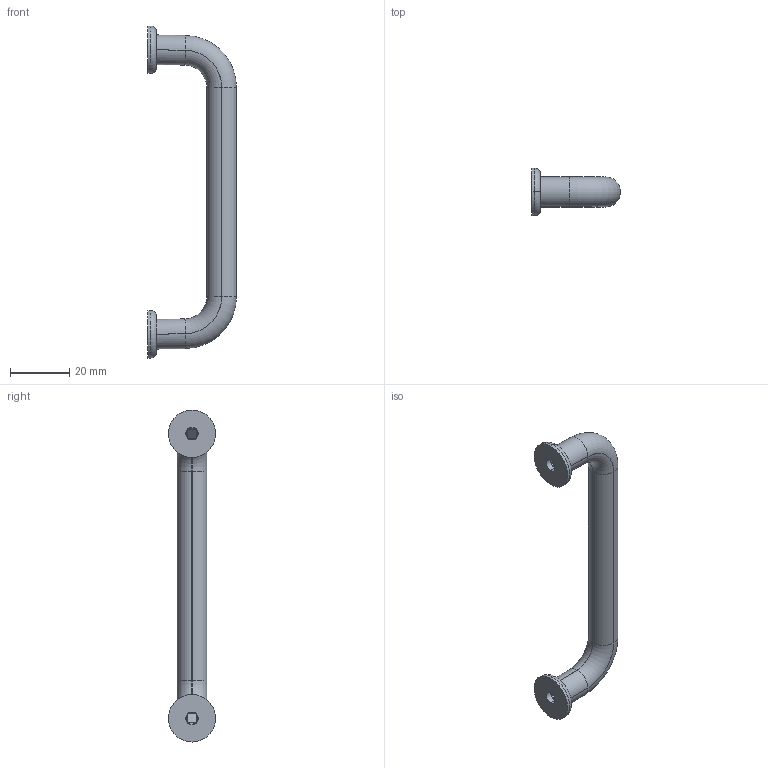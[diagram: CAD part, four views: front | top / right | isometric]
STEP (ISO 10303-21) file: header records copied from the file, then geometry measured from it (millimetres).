
FILE_DESCRIPTION(('Creo Elements/Direct Modeling STEP Export'),'2;1');
FILE_NAME('0364-112.stp','2018-11-29T14:20:41',(''),(''),'Creo Elements/Direct Modeling STEP processor for AP214 (Solid Model)','Creo Elements/Direct Modeling 20.0 12-Nov-2016 (C) Parametric Technology GmbH','');
FILE_SCHEMA(('AUTOMOTIVE_DESIGN { 1 0 10303 214 1 1 1 1 }'));
Length unit declared in the file: millimetre
Products named in the file (2): 0364-112
Assembly tree (1 placements, depth 2):
  0364-112
    0364-112
Bounding box: 30 x 16 x 112 mm (x, y, z)
Volume: 10901.9 mm3; surface area: 5329 mm2
Topology: 1 solids, 1 shells, 66 faces, 154 edges, 96 vertices
Faces by surface type: plane 29, cylinder 27, torus 10
Entity records: 1951 total; most frequent: CARTESIAN_POINT 488, ORIENTED_EDGE 308, DIRECTION 292, EDGE_CURVE 154, AXIS2_PLACEMENT_3D 120, VERTEX_POINT 96, EDGE_LOOP 72, FACE_OUTER_BOUND 66
